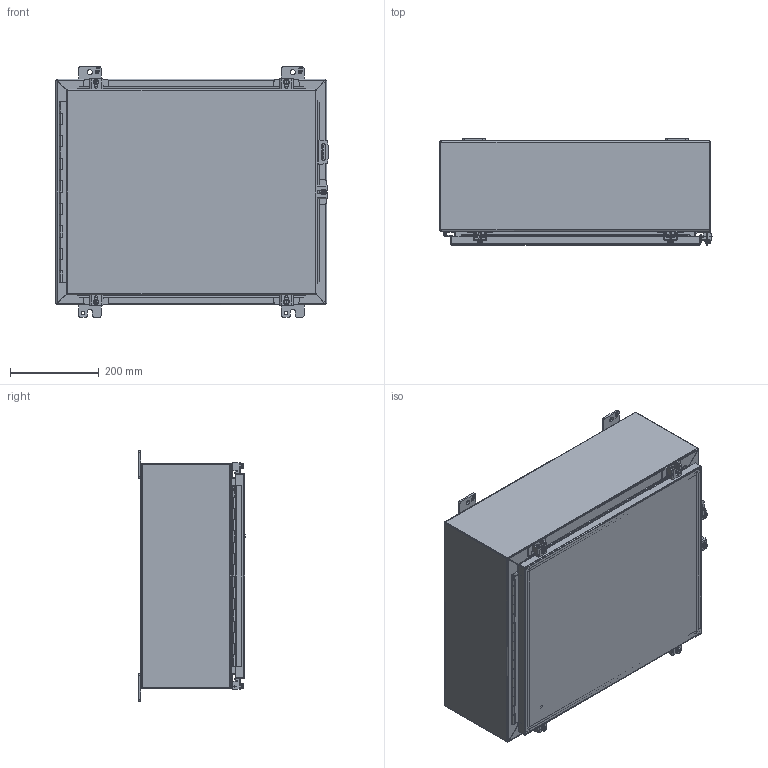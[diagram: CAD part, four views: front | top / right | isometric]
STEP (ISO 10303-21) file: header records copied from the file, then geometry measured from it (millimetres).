
FILE_DESCRIPTION (( 'STEP AP203' ), '1' );
FILE_NAME ('1418N4ER8_Default.step', '2019-10-31T22:16:56', ( 'ADC123' ), ( 'Microsoft' ), 'SwSTEP 2.0', 'SolidWorks 2019', '' );
FILE_SCHEMA (( 'CONFIG_CONTROL_DESIGN' ));
Length unit declared in the file: inch
Products named in the file (1): 1418N4ER8_Default
Bounding box: 612.8 x 239.7 x 565.15 mm (x, y, z)
Volume: 3043496.7 mm3; surface area: 3138371.1 mm2
Topology: 44 solids, 45 shells, 1515 faces, 3905 edges, 2522 vertices
Faces by surface type: plane 927, cylinder 500, bspline 70, cone 18
Entity records: 52558 total; most frequent: CARTESIAN_POINT 15379, ORIENTED_EDGE 7802, DIRECTION 7553, EDGE_CURVE 3901, VECTOR 2737, LINE 2737, VERTEX_POINT 2522, AXIS2_PLACEMENT_3D 2408
